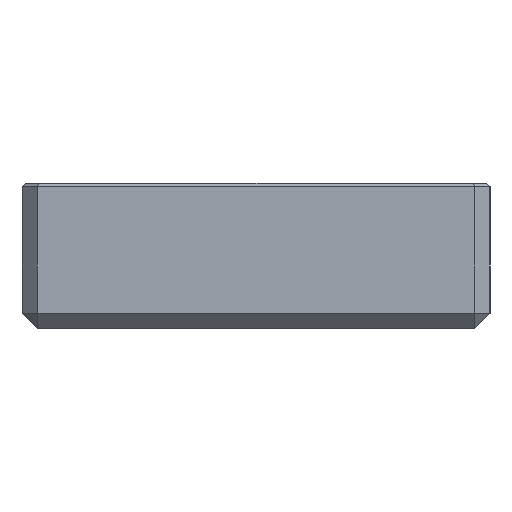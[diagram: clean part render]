
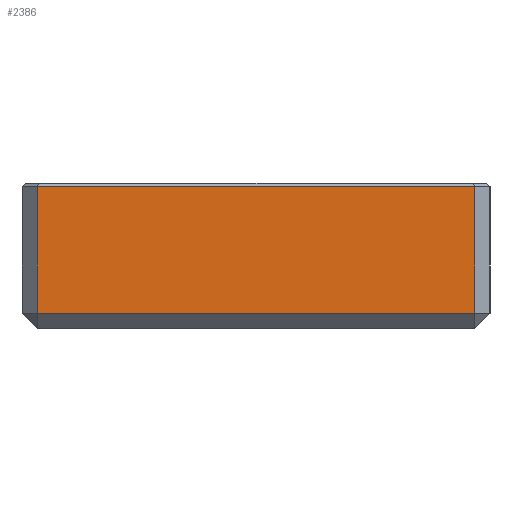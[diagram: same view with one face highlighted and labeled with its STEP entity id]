
A CAD part, left-side view. The second image highlights one B-rep face of the part: STEP entity #2386.
In plain terms, the highlighted planar face has unit normal (-1, 0, 0).
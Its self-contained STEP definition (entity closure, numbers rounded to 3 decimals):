
#154=PLANE('',#2606);
#296=FACE_OUTER_BOUND('',#460,.T.);
#460=EDGE_LOOP('',(#2217,#2218,#2219,#2220));
#653=LINE('',#3807,#915);
#710=LINE('',#3915,#972);
#715=LINE('',#3924,#977);
#718=LINE('',#3929,#980);
#915=VECTOR('',#3115,10.);
#972=VECTOR('',#3238,10.);
#977=VECTOR('',#3247,10.);
#980=VECTOR('',#3254,10.);
#1220=VERTEX_POINT('',#3800);
#1222=VERTEX_POINT('',#3806);
#1240=VERTEX_POINT('',#3911);
#1241=VERTEX_POINT('',#3918);
#1499=EDGE_CURVE('',#1222,#1220,#653,.T.);
#1556=EDGE_CURVE('',#1220,#1240,#710,.T.);
#1561=EDGE_CURVE('',#1241,#1222,#715,.T.);
#1564=EDGE_CURVE('',#1240,#1241,#718,.T.);
#2217=ORIENTED_EDGE('',*,*,#1499,.F.);
#2218=ORIENTED_EDGE('',*,*,#1561,.F.);
#2219=ORIENTED_EDGE('',*,*,#1564,.F.);
#2220=ORIENTED_EDGE('',*,*,#1556,.F.);
#2386=ADVANCED_FACE('',(#296),#154,.T.);
#2606=AXIS2_PLACEMENT_3D('',#3945,#3281,#3282);
#3115=DIRECTION('',(0.,-1.,0.));
#3238=DIRECTION('',(0.,0.,-1.));
#3247=DIRECTION('',(0.,0.,1.));
#3254=DIRECTION('',(0.,1.,0.));
#3281=DIRECTION('center_axis',(-1.,0.,0.));
#3282=DIRECTION('ref_axis',(0.,1.,0.));
#3800=CARTESIAN_POINT('',(-44.97,-19.8,2.8));
#3806=CARTESIAN_POINT('',(-44.97,8.8,2.8));
#3807=CARTESIAN_POINT('',(-44.97,-13.15,2.8));
#3911=CARTESIAN_POINT('',(-44.97,-19.8,-5.5));
#3915=CARTESIAN_POINT('',(-44.97,-19.8,0.));
#3918=CARTESIAN_POINT('',(-44.97,8.8,-5.5));
#3924=CARTESIAN_POINT('',(-44.97,8.8,0.));
#3929=CARTESIAN_POINT('',(-44.97,-13.15,-5.5));
#3945=CARTESIAN_POINT('Origin',(-44.97,-20.8,0.));
